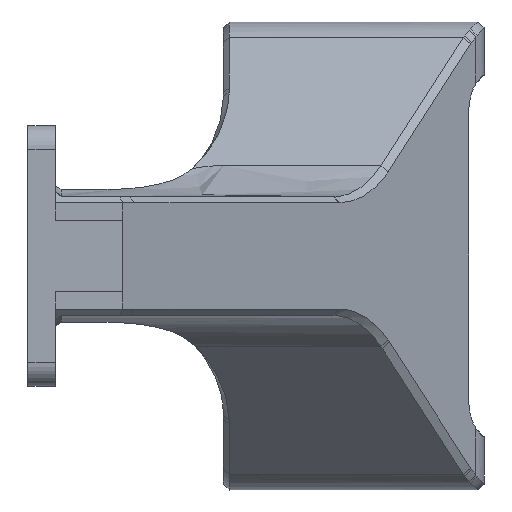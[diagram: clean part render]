
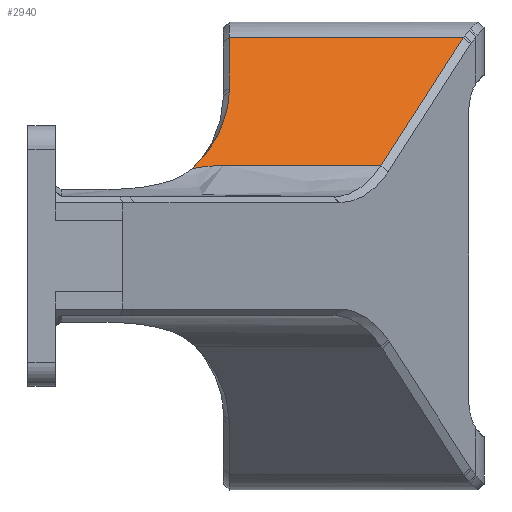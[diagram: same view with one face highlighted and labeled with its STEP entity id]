
A CAD part, left-side view. The second image highlights one B-rep face of the part: STEP entity #2940.
In plain terms, the highlighted planar face has unit normal (-0.676, 0, 0.737).
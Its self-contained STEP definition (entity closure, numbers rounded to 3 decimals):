
#70=B_SPLINE_CURVE_WITH_KNOTS('',3,(#6618,#6619,#6620,#6621),
 .UNSPECIFIED.,.F.,.F.,(4,4),(0.053,0.288),
 .UNSPECIFIED.);
#159=B_SPLINE_CURVE_WITH_KNOTS('',3,(#8493,#8494,#8495,#8496),
 .UNSPECIFIED.,.F.,.F.,(4,4),(0.77,1.537),
 .UNSPECIFIED.);
#173=B_SPLINE_CURVE_WITH_KNOTS('',3,(#8950,#8951,#8952,#8953),
 .UNSPECIFIED.,.F.,.F.,(4,4),(1.537,1.571),
 .UNSPECIFIED.);
#319=PLANE('',#3100);
#452=FACE_OUTER_BOUND('',#647,.T.);
#647=EDGE_LOOP('',(#2512,#2513,#2514,#2515,#2516,#2517,#2518));
#764=LINE('',#6616,#999);
#887=LINE('',#8663,#1122);
#891=LINE('',#8929,#1126);
#892=LINE('',#9032,#1127);
#999=VECTOR('',#3293,1.);
#1122=VECTOR('',#3526,10.);
#1126=VECTOR('',#3534,10.);
#1127=VECTOR('',#3537,10.);
#1320=VERTEX_POINT('',#6572);
#1321=VERTEX_POINT('',#6615);
#1322=VERTEX_POINT('',#6617);
#1460=VERTEX_POINT('',#8492);
#1473=VERTEX_POINT('',#8661);
#1475=VERTEX_POINT('',#8918);
#1477=VERTEX_POINT('',#8927);
#1605=EDGE_CURVE('',#1321,#1320,#764,.T.);
#1606=EDGE_CURVE('',#1322,#1321,#70,.T.);
#1817=EDGE_CURVE('',#1322,#1460,#159,.T.);
#1842=EDGE_CURVE('',#1473,#1320,#887,.T.);
#1852=EDGE_CURVE('',#1477,#1475,#891,.T.);
#1854=EDGE_CURVE('',#1460,#1477,#173,.T.);
#1858=EDGE_CURVE('',#1475,#1473,#892,.T.);
#2512=ORIENTED_EDGE('',*,*,#1842,.F.);
#2513=ORIENTED_EDGE('',*,*,#1858,.F.);
#2514=ORIENTED_EDGE('',*,*,#1852,.F.);
#2515=ORIENTED_EDGE('',*,*,#1854,.F.);
#2516=ORIENTED_EDGE('',*,*,#1817,.F.);
#2517=ORIENTED_EDGE('',*,*,#1606,.T.);
#2518=ORIENTED_EDGE('',*,*,#1605,.T.);
#2940=ADVANCED_FACE('',(#452),#319,.T.);
#3100=AXIS2_PLACEMENT_3D('',#9033,#3538,#3539);
#3293=DIRECTION('',(0.,-1.,0.));
#3526=DIRECTION('',(-0.676,0.399,-0.62));
#3534=DIRECTION('',(0.737,0.,0.676));
#3537=DIRECTION('',(0.,-1.,0.));
#3538=DIRECTION('center_axis',(-0.676,0.,0.737));
#3539=DIRECTION('ref_axis',(0.737,0.,0.676));
#6572=CARTESIAN_POINT('',(865.017,1055.581,188.661));
#6615=CARTESIAN_POINT('',(865.017,1068.877,188.661));
#6616=CARTESIAN_POINT('',(865.017,1066.212,188.661));
#6617=CARTESIAN_POINT('',(864.743,1071.507,188.41));
#6618=CARTESIAN_POINT('Ctrl Pts',(864.743,1071.507,188.41));
#6619=CARTESIAN_POINT('Ctrl Pts',(864.934,1070.683,188.585));
#6620=CARTESIAN_POINT('Ctrl Pts',(865.017,1069.661,188.661));
#6621=CARTESIAN_POINT('Ctrl Pts',(865.017,1068.877,188.661));
#8492=CARTESIAN_POINT('',(871.803,1068.383,194.881));
#8493=CARTESIAN_POINT('Ctrl Pts',(864.749,1071.517,188.415));
#8494=CARTESIAN_POINT('Ctrl Pts',(866.601,1069.608,190.112));
#8495=CARTESIAN_POINT('Ctrl Pts',(869.179,1068.472,192.475));
#8496=CARTESIAN_POINT('Ctrl Pts',(871.803,1068.383,194.881));
#8661=CARTESIAN_POINT('',(876.807,1048.625,199.468));
#8663=CARTESIAN_POINT('',(856.836,1060.408,181.162));
#8918=CARTESIAN_POINT('',(876.807,1068.377,199.468));
#8927=CARTESIAN_POINT('',(872.15,1068.377,195.199));
#8929=CARTESIAN_POINT('',(870.475,1068.377,193.663));
#8950=CARTESIAN_POINT('Ctrl Pts',(871.803,1068.383,194.881));
#8951=CARTESIAN_POINT('Ctrl Pts',(871.919,1068.379,194.987));
#8952=CARTESIAN_POINT('Ctrl Pts',(872.034,1068.377,195.093));
#8953=CARTESIAN_POINT('Ctrl Pts',(872.15,1068.377,195.199));
#9032=CARTESIAN_POINT('',(876.807,1062.017,199.468));
#9033=CARTESIAN_POINT('Origin',(869.346,1066.212,192.629));
